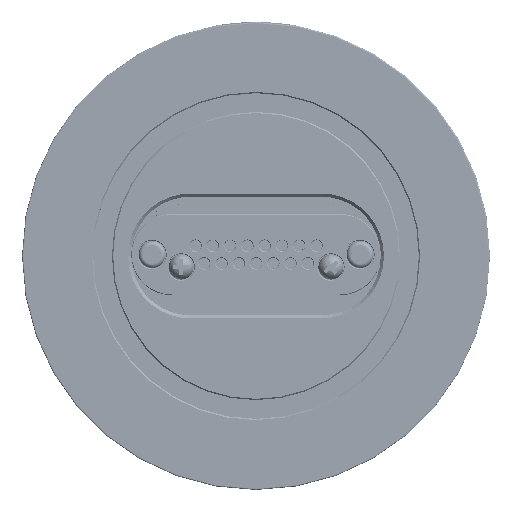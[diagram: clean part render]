
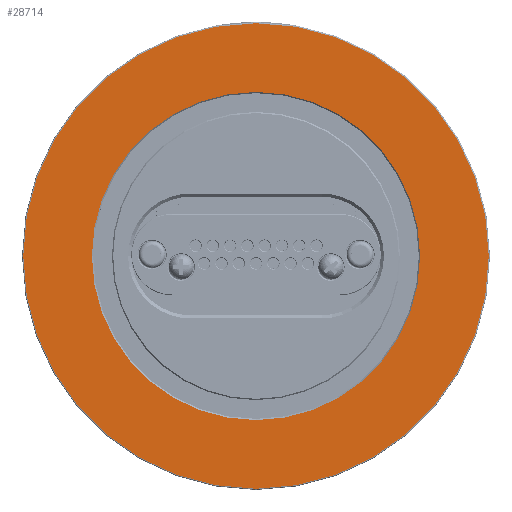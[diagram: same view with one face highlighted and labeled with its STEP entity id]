
A CAD part, top view. The second image highlights one B-rep face of the part: STEP entity #28714.
In plain terms, the highlighted planar face has unit normal (0, 0, 1).
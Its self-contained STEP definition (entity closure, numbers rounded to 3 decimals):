
#2695 = VERTEX_POINT ( 'NONE', #35086 ) ;
#9431 = EDGE_CURVE ( 'NONE', #44098, #44098, #12180, .T. ) ;
#12180 = CIRCLE ( 'NONE', #29770, 37.3 ) ;
#14957 = DIRECTION ( 'NONE',  ( 0., 0., -1. ) ) ;
#15267 = PLANE ( 'NONE',  #21993 ) ;
#21993 = AXIS2_PLACEMENT_3D ( 'NONE', #43978, #14957, #33576 ) ;
#22869 = DIRECTION ( 'NONE',  ( -1., 0., 0. ) ) ;
#22887 = ORIENTED_EDGE ( 'NONE', *, *, #49190, .T. ) ;
#28714 = ADVANCED_FACE ( 'NONE', ( #34792, #57111 ), #15267, .F. ) ;
#29770 = AXIS2_PLACEMENT_3D ( 'NONE', #59821, #55543, #22869 ) ;
#33576 = DIRECTION ( 'NONE',  ( -1., 0., 0. ) ) ;
#34500 = EDGE_LOOP ( 'NONE', ( #35135 ) ) ;
#34792 = FACE_BOUND ( 'NONE', #43415, .T. ) ;
#35086 = CARTESIAN_POINT ( 'NONE',  ( -26.3, 0., 0. ) ) ;
#35135 = ORIENTED_EDGE ( 'NONE', *, *, #9431, .T. ) ;
#37756 = CIRCLE ( 'NONE', #43615, 26.3 ) ;
#38856 = DIRECTION ( 'NONE',  ( -1., 0., 0. ) ) ;
#39151 = CARTESIAN_POINT ( 'NONE',  ( 0., 0., 0. ) ) ;
#43415 = EDGE_LOOP ( 'NONE', ( #22887 ) ) ;
#43615 = AXIS2_PLACEMENT_3D ( 'NONE', #39151, #58416, #38856 ) ;
#43978 = CARTESIAN_POINT ( 'NONE',  ( 0., 0., 0. ) ) ;
#44098 = VERTEX_POINT ( 'NONE', #58146 ) ;
#49190 = EDGE_CURVE ( 'NONE', #2695, #2695, #37756, .T. ) ;
#55543 = DIRECTION ( 'NONE',  ( 0., 0., 1. ) ) ;
#57111 = FACE_OUTER_BOUND ( 'NONE', #34500, .T. ) ;
#58146 = CARTESIAN_POINT ( 'NONE',  ( -37.3, 0., 0. ) ) ;
#58416 = DIRECTION ( 'NONE',  ( 0., 0., -1. ) ) ;
#59821 = CARTESIAN_POINT ( 'NONE',  ( 0., 0., 0. ) ) ;
